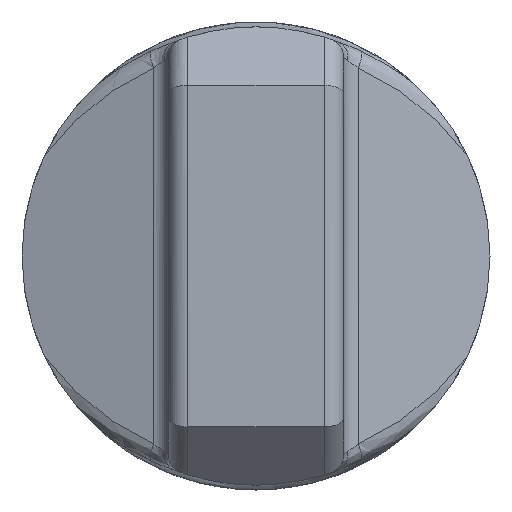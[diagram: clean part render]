
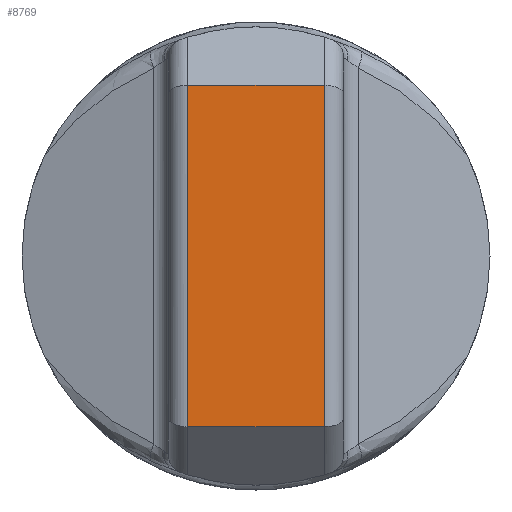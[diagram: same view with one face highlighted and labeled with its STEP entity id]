
A CAD part, front view. The second image highlights one B-rep face of the part: STEP entity #8769.
In plain terms, the highlighted planar face has unit normal (0, -1, 0).
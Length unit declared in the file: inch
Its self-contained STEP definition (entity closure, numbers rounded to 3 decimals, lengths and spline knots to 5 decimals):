
#2273=DIRECTION('',(0.,0.,1.));
#2274=VECTOR('',#2273,4.38);
#2275=CARTESIAN_POINT('',(0.875,-19.87,-2.19));
#2276=LINE('',#2275,#2274);
#2312=DIRECTION('',(-1.,0.,0.));
#2313=VECTOR('',#2312,1.75);
#2314=CARTESIAN_POINT('',(0.875,-19.87,2.19));
#2315=LINE('',#2314,#2313);
#2316=DIRECTION('',(-1.,0.,0.));
#2317=VECTOR('',#2316,1.75);
#2318=CARTESIAN_POINT('',(0.875,-19.87,-2.19));
#2319=LINE('',#2318,#2317);
#2320=DIRECTION('',(0.,0.,-1.));
#2321=VECTOR('',#2320,4.38);
#2322=CARTESIAN_POINT('',(-0.875,-19.87,2.19));
#2323=LINE('',#2322,#2321);
#6156=CARTESIAN_POINT('',(-0.875,-19.87,2.19));
#6157=VERTEX_POINT('',#6156);
#6158=CARTESIAN_POINT('',(-0.875,-19.87,-2.19));
#6159=VERTEX_POINT('',#6158);
#6180=CARTESIAN_POINT('',(0.875,-19.87,2.19));
#6182=VERTEX_POINT('',#6180);
#6184=CARTESIAN_POINT('',(0.875,-19.87,-2.19));
#6185=VERTEX_POINT('',#6184);
#8755=CARTESIAN_POINT('',(0.,-19.87,0.));
#8756=DIRECTION('',(0.,-1.,0.));
#8757=DIRECTION('',(-1.,0.,0.));
#8758=AXIS2_PLACEMENT_3D('',#8755,#8756,#8757);
#8759=PLANE('',#8758);
#8761=ORIENTED_EDGE('',*,*,#8760,.F.);
#8763=ORIENTED_EDGE('',*,*,#8762,.F.);
#8764=ORIENTED_EDGE('',*,*,#8746,.F.);
#8766=ORIENTED_EDGE('',*,*,#8765,.T.);
#8767=EDGE_LOOP('',(#8761,#8763,#8764,#8766));
#8768=FACE_OUTER_BOUND('',#8767,.F.);
#8769=ADVANCED_FACE('',(#8768),#8759,.T.);
#8746=EDGE_CURVE('',#6185,#6182,#2276,.T.);
#8760=EDGE_CURVE('',#6157,#6159,#2323,.T.);
#8762=EDGE_CURVE('',#6182,#6157,#2315,.T.);
#8765=EDGE_CURVE('',#6185,#6159,#2319,.T.);
